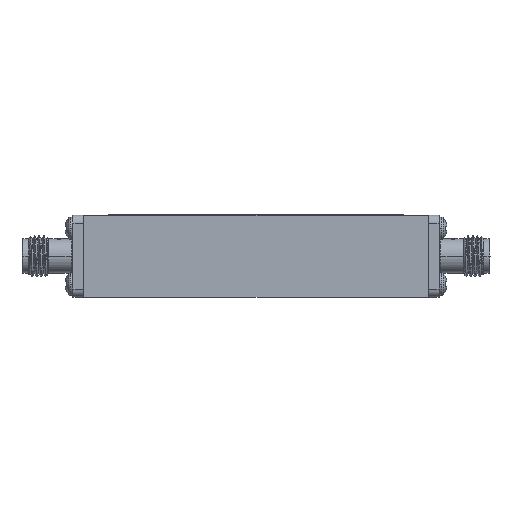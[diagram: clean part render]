
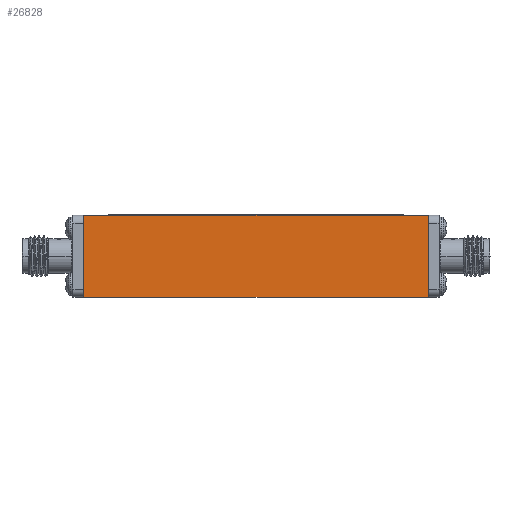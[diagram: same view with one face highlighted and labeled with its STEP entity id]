
A CAD part, front view. The second image highlights one B-rep face of the part: STEP entity #26828.
In plain terms, the highlighted planar face has unit normal (0, -1, 0).
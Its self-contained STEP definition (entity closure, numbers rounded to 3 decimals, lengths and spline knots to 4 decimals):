
#1110 = VERTEX_POINT ( 'NONE', #54825 ) ;
#2950 = EDGE_CURVE ( 'NONE', #5901, #1110, #74018, .T. ) ;
#5452 = DIRECTION ( 'NONE',  ( 1., 0., 0. ) ) ;
#5901 = VERTEX_POINT ( 'NONE', #18166 ) ;
#9224 = VECTOR ( 'NONE', #28016, 39.3701 ) ;
#9249 = EDGE_CURVE ( 'NONE', #64059, #5901, #20230, .T. ) ;
#14717 = LINE ( 'NONE', #82750, #27790 ) ;
#15085 = ORIENTED_EDGE ( 'NONE', *, *, #2950, .F. ) ;
#18166 = CARTESIAN_POINT ( 'NONE',  ( 1.05, -0.35, 0.25 ) ) ;
#19238 = DIRECTION ( 'NONE',  ( 0., 0., 1. ) ) ;
#20230 = LINE ( 'NONE', #40136, #9224 ) ;
#22039 = CARTESIAN_POINT ( 'NONE',  ( -1.05, -0.35, 0.25 ) ) ;
#23375 = EDGE_LOOP ( 'NONE', ( #26770, #15085, #71177, #60155 ) ) ;
#23483 = EDGE_CURVE ( 'NONE', #32636, #1110, #14717, .T. ) ;
#25454 = PLANE ( 'NONE',  #26737 ) ;
#26496 = CARTESIAN_POINT ( 'NONE',  ( -1.05, -0.35, 0.25 ) ) ;
#26737 = AXIS2_PLACEMENT_3D ( 'NONE', #38667, #37866, #19238 ) ;
#26770 = ORIENTED_EDGE ( 'NONE', *, *, #23483, .T. ) ;
#26828 = ADVANCED_FACE ( 'NONE', ( #53544 ), #25454, .F. ) ;
#27790 = VECTOR ( 'NONE', #5452, 39.3701 ) ;
#27961 = DIRECTION ( 'NONE',  ( 0., 0., -1. ) ) ;
#28016 = DIRECTION ( 'NONE',  ( 1., 0., 0. ) ) ;
#32636 = VERTEX_POINT ( 'NONE', #32959 ) ;
#32959 = CARTESIAN_POINT ( 'NONE',  ( -1.05, -0.35, -0.25 ) ) ;
#37866 = DIRECTION ( 'NONE',  ( 0., 1., 0. ) ) ;
#38667 = CARTESIAN_POINT ( 'NONE',  ( -1.05, -0.35, 0.25 ) ) ;
#40136 = CARTESIAN_POINT ( 'NONE',  ( -1.05, -0.35, 0.25 ) ) ;
#43522 = LINE ( 'NONE', #22039, #82684 ) ;
#53544 = FACE_OUTER_BOUND ( 'NONE', #23375, .T. ) ;
#54825 = CARTESIAN_POINT ( 'NONE',  ( 1.05, -0.35, -0.25 ) ) ;
#60155 = ORIENTED_EDGE ( 'NONE', *, *, #78296, .T. ) ;
#64059 = VERTEX_POINT ( 'NONE', #26496 ) ;
#66956 = CARTESIAN_POINT ( 'NONE',  ( 1.05, -0.35, 0.25 ) ) ;
#71177 = ORIENTED_EDGE ( 'NONE', *, *, #9249, .F. ) ;
#73015 = VECTOR ( 'NONE', #27961, 39.3701 ) ;
#73730 = DIRECTION ( 'NONE',  ( 0., 0., -1. ) ) ;
#74018 = LINE ( 'NONE', #66956, #73015 ) ;
#78296 = EDGE_CURVE ( 'NONE', #64059, #32636, #43522, .T. ) ;
#82684 = VECTOR ( 'NONE', #73730, 39.3701 ) ;
#82750 = CARTESIAN_POINT ( 'NONE',  ( -1.05, -0.35, -0.25 ) ) ;
